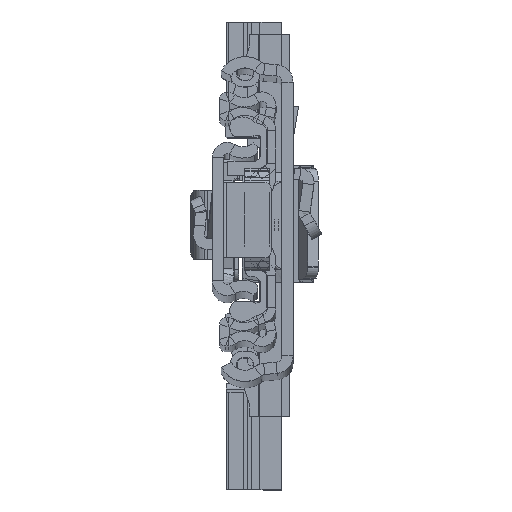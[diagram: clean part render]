
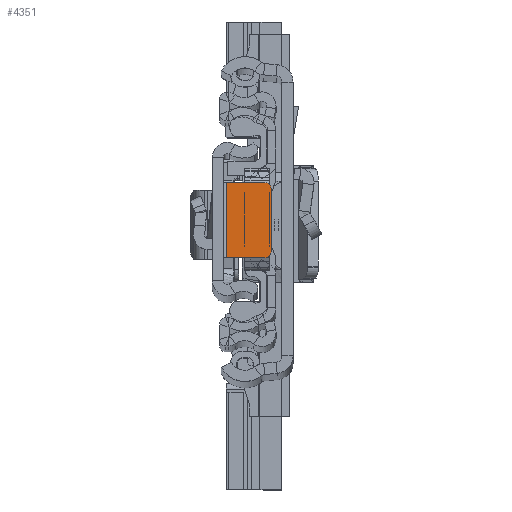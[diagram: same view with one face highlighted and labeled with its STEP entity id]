
A CAD part, top view. The second image highlights one B-rep face of the part: STEP entity #4351.
In plain terms, the highlighted planar face has unit normal (0, 0, 1).
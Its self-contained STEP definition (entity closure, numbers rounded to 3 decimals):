
#922 = VERTEX_POINT ( 'NONE', #3539 ) ;
#1051 = AXIS2_PLACEMENT_3D ( 'NONE', #29157, #35884, #11278 ) ;
#1621 = DIRECTION ( 'NONE',  ( 1., 0., 0. ) ) ;
#2290 = PLANE ( 'NONE',  #1051 ) ;
#3193 = DIRECTION ( 'NONE',  ( 0., -1., 0. ) ) ;
#3476 = LINE ( 'NONE', #31499, #28192 ) ;
#3539 = CARTESIAN_POINT ( 'NONE',  ( -8.4, -5.849, -6.8 ) ) ;
#3808 = EDGE_CURVE ( 'NONE', #8314, #34983, #18306, .T. ) ;
#4351 = ADVANCED_FACE ( 'NONE', ( #35494 ), #2290, .T. ) ;
#4436 = DIRECTION ( 'NONE',  ( 0., 0., 1. ) ) ;
#4521 = CARTESIAN_POINT ( 'NONE',  ( -1.8, 6.151, -6.8 ) ) ;
#5045 = CARTESIAN_POINT ( 'NONE',  ( -8.4, -4.849, -6.8 ) ) ;
#5562 = EDGE_LOOP ( 'NONE', ( #33458, #23692, #25638, #30210, #21154, #14337 ) ) ;
#5770 = CARTESIAN_POINT ( 'NONE',  ( -2.3, -5.849, -6.8 ) ) ;
#6476 = AXIS2_PLACEMENT_3D ( 'NONE', #5045, #26109, #17335 ) ;
#7308 = VECTOR ( 'NONE', #33227, 1000. ) ;
#8093 = VECTOR ( 'NONE', #3193, 1000. ) ;
#8268 = CIRCLE ( 'NONE', #17118, 1. ) ;
#8314 = VERTEX_POINT ( 'NONE', #10617 ) ;
#10289 = DIRECTION ( 'NONE',  ( 1., 0., 0. ) ) ;
#10617 = CARTESIAN_POINT ( 'NONE',  ( -2.3, 6.151, -6.8 ) ) ;
#10685 = CARTESIAN_POINT ( 'NONE',  ( -9.4, 5.151, -6.8 ) ) ;
#11278 = DIRECTION ( 'NONE',  ( 1., 0., 0. ) ) ;
#12394 = VERTEX_POINT ( 'NONE', #19635 ) ;
#14337 = ORIENTED_EDGE ( 'NONE', *, *, #23096, .T. ) ;
#14752 = LINE ( 'NONE', #26878, #7308 ) ;
#17118 = AXIS2_PLACEMENT_3D ( 'NONE', #25118, #4436, #1621 ) ;
#17223 = VERTEX_POINT ( 'NONE', #35863 ) ;
#17335 = DIRECTION ( 'NONE',  ( 1., 0., 0. ) ) ;
#17695 = EDGE_CURVE ( 'NONE', #12394, #28078, #14752, .T. ) ;
#18306 = LINE ( 'NONE', #24461, #8093 ) ;
#19635 = CARTESIAN_POINT ( 'NONE',  ( -9.4, -4.849, -6.8 ) ) ;
#21154 = ORIENTED_EDGE ( 'NONE', *, *, #29442, .F. ) ;
#23096 = EDGE_CURVE ( 'NONE', #17223, #28078, #8268, .T. ) ;
#23692 = ORIENTED_EDGE ( 'NONE', *, *, #24689, .T. ) ;
#24461 = CARTESIAN_POINT ( 'NONE',  ( -2.3, 6.151, -6.8 ) ) ;
#24689 = EDGE_CURVE ( 'NONE', #12394, #922, #27373, .T. ) ;
#25118 = CARTESIAN_POINT ( 'NONE',  ( -8.4, 5.151, -6.8 ) ) ;
#25638 = ORIENTED_EDGE ( 'NONE', *, *, #28300, .F. ) ;
#26109 = DIRECTION ( 'NONE',  ( 0., 0., 1. ) ) ;
#26393 = VECTOR ( 'NONE', #10289, 1000. ) ;
#26878 = CARTESIAN_POINT ( 'NONE',  ( -9.4, 6.151, -6.8 ) ) ;
#27373 = CIRCLE ( 'NONE', #6476, 1. ) ;
#28078 = VERTEX_POINT ( 'NONE', #10685 ) ;
#28192 = VECTOR ( 'NONE', #34436, 1000. ) ;
#28300 = EDGE_CURVE ( 'NONE', #34983, #922, #3476, .T. ) ;
#29157 = CARTESIAN_POINT ( 'NONE',  ( 0., 0., -6.8 ) ) ;
#29442 = EDGE_CURVE ( 'NONE', #17223, #8314, #37870, .T. ) ;
#30210 = ORIENTED_EDGE ( 'NONE', *, *, #3808, .F. ) ;
#31499 = CARTESIAN_POINT ( 'NONE',  ( -9.4, -5.849, -6.8 ) ) ;
#33227 = DIRECTION ( 'NONE',  ( 0., 1., 0. ) ) ;
#33458 = ORIENTED_EDGE ( 'NONE', *, *, #17695, .F. ) ;
#34436 = DIRECTION ( 'NONE',  ( -1., 0., 0. ) ) ;
#34983 = VERTEX_POINT ( 'NONE', #5770 ) ;
#35494 = FACE_OUTER_BOUND ( 'NONE', #5562, .T. ) ;
#35863 = CARTESIAN_POINT ( 'NONE',  ( -8.4, 6.151, -6.8 ) ) ;
#35884 = DIRECTION ( 'NONE',  ( 0., 0., 1. ) ) ;
#37870 = LINE ( 'NONE', #4521, #26393 ) ;
